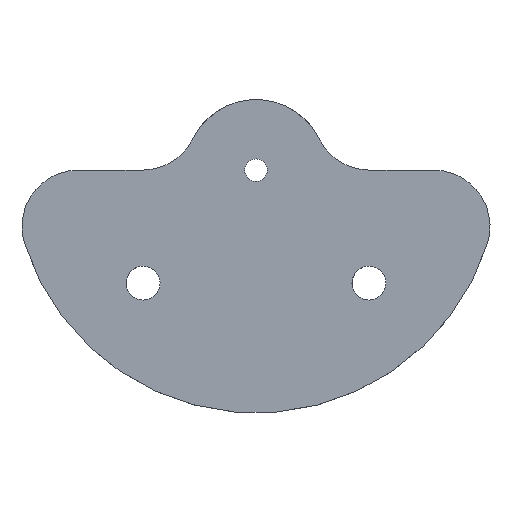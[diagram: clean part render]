
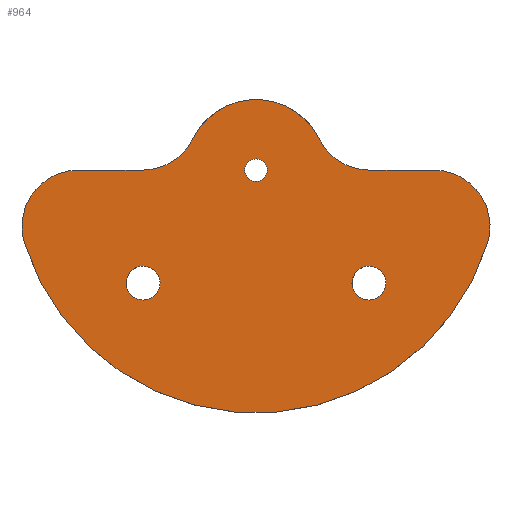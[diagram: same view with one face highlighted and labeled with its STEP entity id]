
A CAD part, top view. The second image highlights one B-rep face of the part: STEP entity #964.
In plain terms, the highlighted planar face has unit normal (0, 0, 1).
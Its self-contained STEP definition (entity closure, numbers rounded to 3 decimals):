
#456=CARTESIAN_POINT('Axis2P3D Location',(-20.,-20.,8.)) ;
#460=CARTESIAN_POINT('Vertex',(-22.633,-18.562,8.)) ;
#462=CARTESIAN_POINT('Vertex',(-17.367,-21.438,8.)) ;
#502=CARTESIAN_POINT('Axis2P3D Location',(-20.,-20.,8.)) ;
#524=CARTESIAN_POINT('Axis2P3D Location',(20.,-20.,8.)) ;
#528=CARTESIAN_POINT('Vertex',(22.633,-21.438,8.)) ;
#530=CARTESIAN_POINT('Vertex',(17.367,-18.562,8.)) ;
#564=CARTESIAN_POINT('Axis2P3D Location',(20.,-20.,8.)) ;
#598=CARTESIAN_POINT('Vertex',(2.,0.,8.)) ;
#612=CARTESIAN_POINT('Vertex',(-1.755,-0.959,8.)) ;
#615=CARTESIAN_POINT('Axis2P3D Location',(0.,0.,8.)) ;
#632=CARTESIAN_POINT('Axis2P3D Location',(0.,0.,8.)) ;
#636=CARTESIAN_POINT('Vertex',(-2.,0.,8.)) ;
#651=CARTESIAN_POINT('Axis2P3D Location',(0.,0.,8.)) ;
#698=CARTESIAN_POINT('Vertex',(31.448,0.,8.)) ;
#701=CARTESIAN_POINT('Axis2P3D Location',(31.448,-10.,8.)) ;
#705=CARTESIAN_POINT('Vertex',(40.978,-13.03,8.)) ;
#725=CARTESIAN_POINT('Line Origine',(25.802,0.,8.)) ;
#729=CARTESIAN_POINT('Vertex',(20.156,0.,8.)) ;
#760=CARTESIAN_POINT('Vertex',(11.198,5.556,8.)) ;
#765=CARTESIAN_POINT('Axis2P3D Location',(20.156,10.,8.)) ;
#787=CARTESIAN_POINT('Axis2P3D Location',(0.,0.,8.)) ;
#791=CARTESIAN_POINT('Vertex',(-11.198,5.556,8.)) ;
#837=CARTESIAN_POINT('Vertex',(-20.156,0.,8.)) ;
#842=CARTESIAN_POINT('Axis2P3D Location',(-20.156,10.,8.)) ;
#885=CARTESIAN_POINT('Axis2P3D Location',(0.,0.,8.)) ;
#889=CARTESIAN_POINT('Vertex',(10.877,-41.602,8.)) ;
#892=CARTESIAN_POINT('Axis2P3D Location',(0.,0.,8.)) ;
#896=CARTESIAN_POINT('Vertex',(-11.048,-41.557,8.)) ;
#899=CARTESIAN_POINT('Axis2P3D Location',(0.,0.,8.)) ;
#903=CARTESIAN_POINT('Vertex',(-40.978,-13.03,8.)) ;
#922=CARTESIAN_POINT('Axis2P3D Location',(0.,0.,8.)) ;
#927=CARTESIAN_POINT('Line Origine',(-25.802,0.,8.)) ;
#931=CARTESIAN_POINT('Vertex',(-31.448,0.,8.)) ;
#934=CARTESIAN_POINT('Axis2P3D Location',(-31.448,-10.,8.)) ;
#457=DIRECTION('Axis2P3D Direction',(0.,-0.,-1.)) ;
#503=DIRECTION('Axis2P3D Direction',(0.,0.,-1.)) ;
#525=DIRECTION('Axis2P3D Direction',(0.,0.,-1.)) ;
#565=DIRECTION('Axis2P3D Direction',(0.,0.,-1.)) ;
#616=DIRECTION('Axis2P3D Direction',(0.,0.,1.)) ;
#633=DIRECTION('Axis2P3D Direction',(0.,-0.,1.)) ;
#652=DIRECTION('Axis2P3D Direction',(0.,-0.,1.)) ;
#702=DIRECTION('Axis2P3D Direction',(0.,0.,1.)) ;
#726=DIRECTION('Vector Direction',(1.,0.,0.)) ;
#766=DIRECTION('Axis2P3D Direction',(0.,0.,1.)) ;
#788=DIRECTION('Axis2P3D Direction',(-0.,0.,-1.)) ;
#843=DIRECTION('Axis2P3D Direction',(0.,0.,1.)) ;
#886=DIRECTION('Axis2P3D Direction',(0.,0.,1.)) ;
#893=DIRECTION('Axis2P3D Direction',(0.,0.,1.)) ;
#900=DIRECTION('Axis2P3D Direction',(0.,0.,1.)) ;
#923=DIRECTION('Axis2P3D Direction',(0.,0.,1.)) ;
#924=DIRECTION('Axis2P3D XDirection',(1.,0.,0.)) ;
#928=DIRECTION('Vector Direction',(-1.,0.,0.)) ;
#935=DIRECTION('Axis2P3D Direction',(0.,0.,1.)) ;
#458=AXIS2_PLACEMENT_3D('Circle Axis2P3D',#456,#457,$) ;
#504=AXIS2_PLACEMENT_3D('Circle Axis2P3D',#502,#503,$) ;
#526=AXIS2_PLACEMENT_3D('Circle Axis2P3D',#524,#525,$) ;
#566=AXIS2_PLACEMENT_3D('Circle Axis2P3D',#564,#565,$) ;
#617=AXIS2_PLACEMENT_3D('Circle Axis2P3D',#615,#616,$) ;
#634=AXIS2_PLACEMENT_3D('Circle Axis2P3D',#632,#633,$) ;
#653=AXIS2_PLACEMENT_3D('Circle Axis2P3D',#651,#652,$) ;
#703=AXIS2_PLACEMENT_3D('Circle Axis2P3D',#701,#702,$) ;
#767=AXIS2_PLACEMENT_3D('Circle Axis2P3D',#765,#766,$) ;
#789=AXIS2_PLACEMENT_3D('Circle Axis2P3D',#787,#788,$) ;
#844=AXIS2_PLACEMENT_3D('Circle Axis2P3D',#842,#843,$) ;
#887=AXIS2_PLACEMENT_3D('Circle Axis2P3D',#885,#886,$) ;
#894=AXIS2_PLACEMENT_3D('Circle Axis2P3D',#892,#893,$) ;
#901=AXIS2_PLACEMENT_3D('Circle Axis2P3D',#899,#900,$) ;
#925=AXIS2_PLACEMENT_3D('Plane Axis2P3D',#922,#923,#924) ;
#936=AXIS2_PLACEMENT_3D('Circle Axis2P3D',#934,#935,$) ;
#940=ORIENTED_EDGE('',*,*,#905,.T.) ;
#941=ORIENTED_EDGE('',*,*,#898,.T.) ;
#942=ORIENTED_EDGE('',*,*,#891,.T.) ;
#943=ORIENTED_EDGE('',*,*,#707,.F.) ;
#944=ORIENTED_EDGE('',*,*,#731,.F.) ;
#945=ORIENTED_EDGE('',*,*,#769,.T.) ;
#946=ORIENTED_EDGE('',*,*,#793,.T.) ;
#947=ORIENTED_EDGE('',*,*,#846,.T.) ;
#948=ORIENTED_EDGE('',*,*,#933,.F.) ;
#949=ORIENTED_EDGE('',*,*,#938,.F.) ;
#952=ORIENTED_EDGE('',*,*,#532,.F.) ;
#953=ORIENTED_EDGE('',*,*,#568,.F.) ;
#956=ORIENTED_EDGE('',*,*,#464,.F.) ;
#957=ORIENTED_EDGE('',*,*,#506,.F.) ;
#960=ORIENTED_EDGE('',*,*,#655,.F.) ;
#961=ORIENTED_EDGE('',*,*,#619,.F.) ;
#962=ORIENTED_EDGE('',*,*,#638,.F.) ;
#954=FACE_BOUND('',#951,.T.) ;
#958=FACE_BOUND('',#955,.T.) ;
#963=FACE_BOUND('',#959,.T.) ;
#727=VECTOR('Line Direction',#726,1.) ;
#929=VECTOR('Line Direction',#928,1.) ;
#964=ADVANCED_FACE('Corps principal',(#950,#954,#958,#963),#926,.T.) ;
#459=CIRCLE('generated circle',#458,3.) ;
#505=CIRCLE('generated circle',#504,3.) ;
#527=CIRCLE('generated circle',#526,3.) ;
#567=CIRCLE('generated circle',#566,3.) ;
#618=CIRCLE('generated circle',#617,2.) ;
#635=CIRCLE('generated circle',#634,2.) ;
#654=CIRCLE('generated circle',#653,2.) ;
#704=CIRCLE('generated circle',#703,10.) ;
#768=CIRCLE('generated circle',#767,10.) ;
#790=CIRCLE('generated circle',#789,12.5) ;
#845=CIRCLE('generated circle',#844,10.) ;
#888=CIRCLE('generated circle',#887,43.) ;
#895=CIRCLE('generated circle',#894,43.) ;
#902=CIRCLE('generated circle',#901,43.) ;
#937=CIRCLE('generated circle',#936,10.) ;
#464=EDGE_CURVE('',#461,#463,#459,.F.) ;
#506=EDGE_CURVE('',#463,#461,#505,.F.) ;
#532=EDGE_CURVE('',#529,#531,#527,.F.) ;
#568=EDGE_CURVE('',#531,#529,#567,.F.) ;
#619=EDGE_CURVE('',#613,#599,#618,.T.) ;
#638=EDGE_CURVE('',#637,#613,#635,.T.) ;
#655=EDGE_CURVE('',#599,#637,#654,.T.) ;
#707=EDGE_CURVE('',#699,#706,#704,.F.) ;
#731=EDGE_CURVE('',#730,#699,#728,.T.) ;
#769=EDGE_CURVE('',#730,#761,#768,.F.) ;
#793=EDGE_CURVE('',#761,#792,#790,.F.) ;
#846=EDGE_CURVE('',#792,#838,#845,.F.) ;
#891=EDGE_CURVE('',#890,#706,#888,.T.) ;
#898=EDGE_CURVE('',#897,#890,#895,.T.) ;
#905=EDGE_CURVE('',#904,#897,#902,.T.) ;
#933=EDGE_CURVE('',#932,#838,#930,.F.) ;
#938=EDGE_CURVE('',#904,#932,#937,.F.) ;
#939=EDGE_LOOP('',(#940,#941,#942,#943,#944,#945,#946,#947,#948,#949)) ;
#951=EDGE_LOOP('',(#952,#953)) ;
#955=EDGE_LOOP('',(#956,#957)) ;
#959=EDGE_LOOP('',(#960,#961,#962)) ;
#950=FACE_OUTER_BOUND('',#939,.T.) ;
#728=LINE('Line',#725,#727) ;
#930=LINE('Line',#927,#929) ;
#926=PLANE('',#925) ;
#461=VERTEX_POINT('',#460) ;
#463=VERTEX_POINT('',#462) ;
#529=VERTEX_POINT('',#528) ;
#531=VERTEX_POINT('',#530) ;
#599=VERTEX_POINT('',#598) ;
#613=VERTEX_POINT('',#612) ;
#637=VERTEX_POINT('',#636) ;
#699=VERTEX_POINT('',#698) ;
#706=VERTEX_POINT('',#705) ;
#730=VERTEX_POINT('',#729) ;
#761=VERTEX_POINT('',#760) ;
#792=VERTEX_POINT('',#791) ;
#838=VERTEX_POINT('',#837) ;
#890=VERTEX_POINT('',#889) ;
#897=VERTEX_POINT('',#896) ;
#904=VERTEX_POINT('',#903) ;
#932=VERTEX_POINT('',#931) ;
